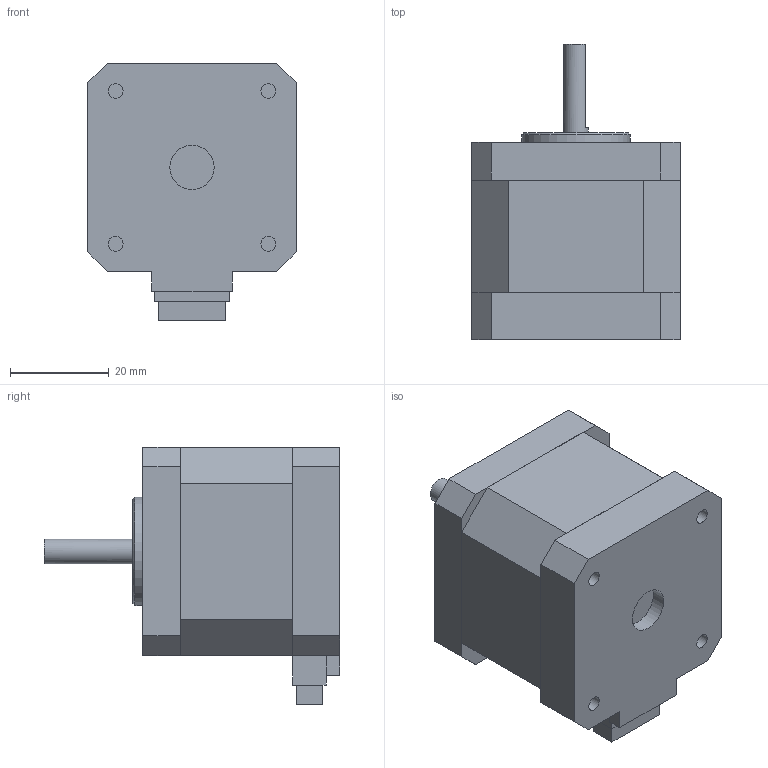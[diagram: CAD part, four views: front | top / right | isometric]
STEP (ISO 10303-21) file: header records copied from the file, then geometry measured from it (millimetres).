
FILE_DESCRIPTION(('FreeCAD Model'),'2;1');
FILE_NAME('NEMA.step','2015-05-07T13:00:25',('Author'),(''), 'Open CASCADE STEP processor 6.8','FreeCAD','Unknown');
FILE_SCHEMA(('AUTOMOTIVE_DESIGN_CC2 { 1 2 10303 214 -1 1 5 4 }'));
Length unit declared in the file: millimetre
Products named in the file (1): C04H010011-Nema17-4000gcm-Z-axis
Bounding box: 42.3 x 60 x 52.3 mm (x, y, z)
Volume: 70223.7 mm3; surface area: 17882.2 mm2
Topology: 3 solids, 3 shells, 72 faces, 176 edges, 119 vertices
Faces by surface type: plane 55, cylinder 8, bspline 8, cone 1
Full cylindrical faces by diameter (mm): 3 x4, 5 x1, 9 x1, 10 x1, 22 x1
Entity records: 5311 total; most frequent: CARTESIAN_POINT 1513, DIRECTION 583, LINE 372, VECTOR 372, ORIENTED_EDGE 328, PCURVE 328, DEFINITIONAL_REPRESENTATION 328, EDGE_CURVE 164
